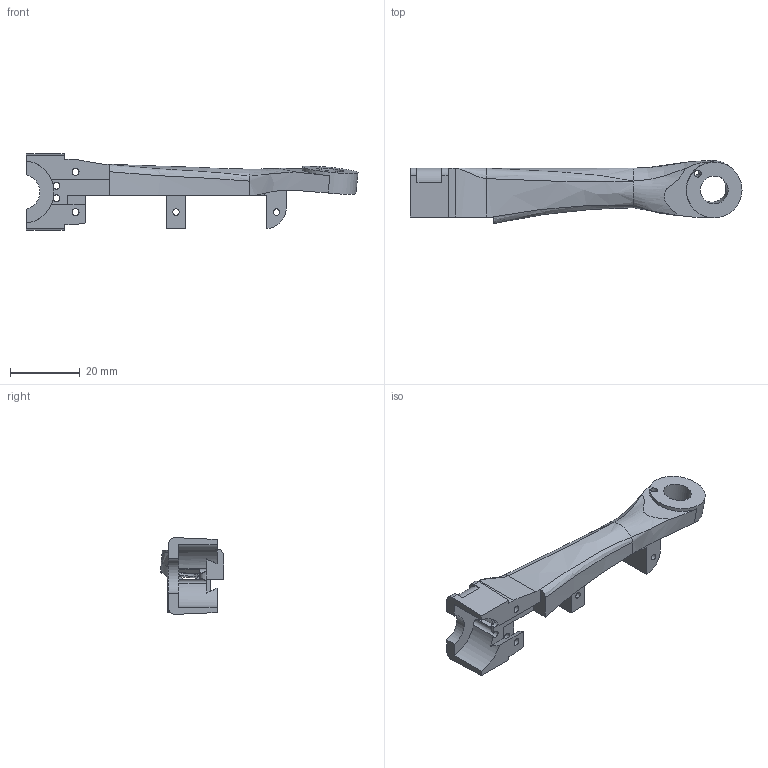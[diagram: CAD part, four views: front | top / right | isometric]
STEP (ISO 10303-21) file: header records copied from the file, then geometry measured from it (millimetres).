
FILE_DESCRIPTION(/* description */ ('STEP AP214'),/* implementation_level */ '2;1');
FILE_NAME(/* name */ '683c510f4258294a187f3d79',/* time_stamp */ '2025-06-01T13:09:36Z',/* author */ (''),/* organization */ (''),/* preprocessor_version */ 'ST-DEVELOPER v20',/* originating_system */ 'ONSHAPE BY PTC INC, 1.198',/* authorisation */ ' ');
FILE_SCHEMA (('AUTOMOTIVE_DESIGN {1 0 10303 214 3 1 1}'));
Length unit declared in the file: metre
Products named in the file (1): Palm_BEARING_15
Bounding box: 95.16 x 18.08 x 22 mm (x, y, z)
Volume: 9807.6 mm3; surface area: 6564.5 mm2
Topology: 1 solids, 1 shells, 100 faces, 306 edges, 199 vertices
Faces by surface type: plane 48, cylinder 30, bspline 19, torus 3
Full cylindrical faces by diameter (mm): 1.8 x2, 2 x6, 3.2 x2, 8 x1, 16 x1
Entity records: 4173 total; most frequent: CARTESIAN_POINT 1586, ORIENTED_EDGE 570, DIRECTION 459, EDGE_CURVE 285, VERTEX_POINT 191, LINE 153, VECTOR 153, AXIS2_PLACEMENT_3D 153
